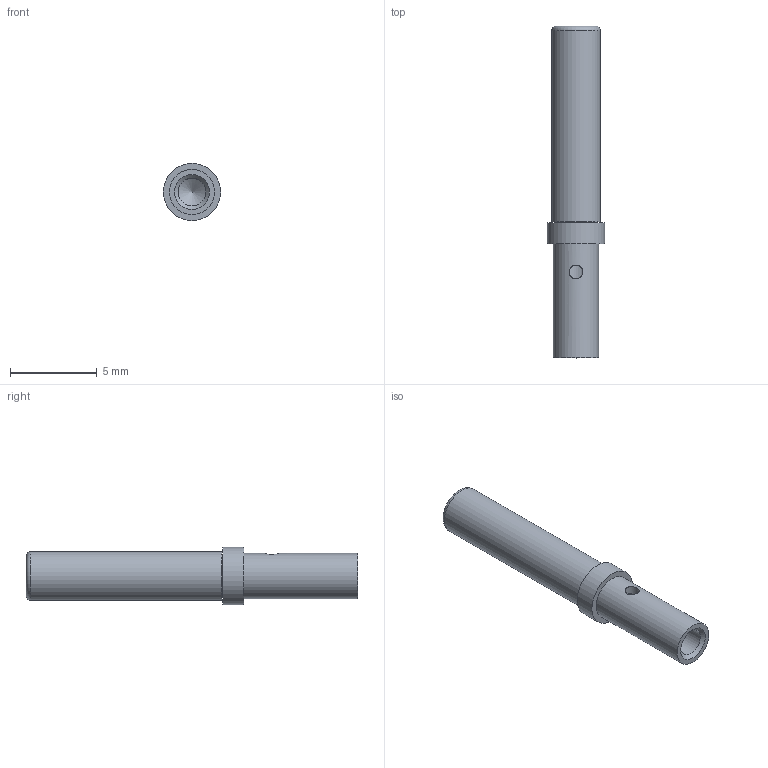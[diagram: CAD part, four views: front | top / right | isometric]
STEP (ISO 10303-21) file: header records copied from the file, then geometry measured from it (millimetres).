
FILE_DESCRIPTION(/* description */ (''),/* implementation_level */ '2;1');
FILE_NAME(/* name */ 'AT62-201-16141.stp',/* time_stamp */ '2016-10-12T10:48:20+02:00',/* author */ (''),/* organization */ (''),/* preprocessor_version */ 'ST-DEVELOPER v15',/* originating_system */ 'SIEMENS PLM Software NX 9.0',/* authorisation */ '');
FILE_SCHEMA (('CONFIG_CONTROL_DESIGN'));
Length unit declared in the file: millimetre
Products named in the file (1): at62-201-16141nxs001-01
Bounding box: 3.3 x 19.15 x 3.3 mm (x, y, z)
Volume: 74.9 mm3; surface area: 363.2 mm2
Topology: 1 solids, 1 shells, 45 faces, 110 edges, 69 vertices
Faces by surface type: cylinder 16, plane 12, torus 9, cone 4, bspline 4
Full cylindrical faces by diameter (mm): 0.8 x1, 1.6 x1, 1.7 x2, 2 x1, 2.37 x1, 2.5 x2, 2.6 x1, 2.8 x1, 3.3 x1
Entity records: 1658 total; most frequent: CARTESIAN_POINT 689, DIRECTION 180, ORIENTED_EDGE 158, AXIS2_PLACEMENT_3D 80, EDGE_CURVE 79, EDGE_LOOP 68, VERTEX_POINT 61, FACE_BOUND 50
